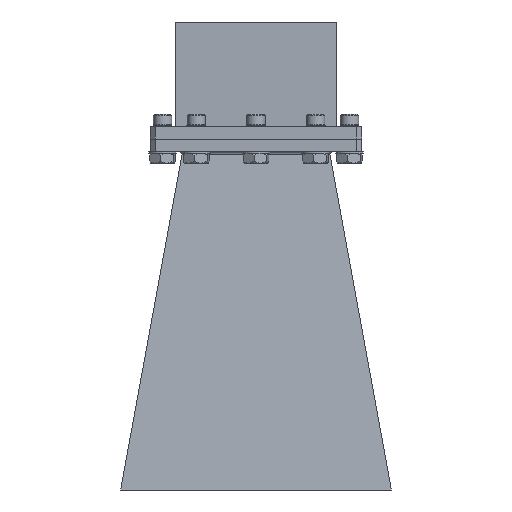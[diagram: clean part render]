
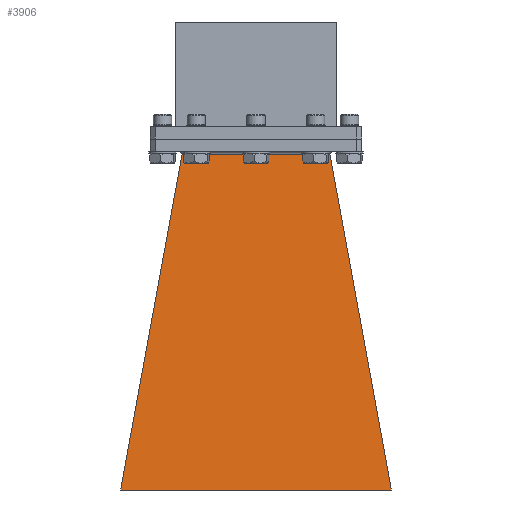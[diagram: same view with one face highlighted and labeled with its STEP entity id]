
A CAD part, front view. The second image highlights one B-rep face of the part: STEP entity #3906.
In plain terms, the highlighted planar face has unit normal (0, -0.996, 0.091).
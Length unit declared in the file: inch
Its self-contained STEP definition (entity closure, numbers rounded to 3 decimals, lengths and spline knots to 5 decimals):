
#207 = ORIENTED_EDGE ( 'NONE', *, *, #8240, .F. ) ;
#269 = FACE_OUTER_BOUND ( 'NONE', #2192, .T. ) ;
#1077 = LINE ( 'NONE', #11354, #19790 ) ;
#1116 = DIRECTION ( 'NONE',  ( 0., -0.996, 0.091 ) ) ;
#1538 = VERTEX_POINT ( 'NONE', #16891 ) ;
#2192 = EDGE_LOOP ( 'NONE', ( #6170, #4238, #207, #16349 ) ) ;
#2249 = LINE ( 'NONE', #16195, #19785 ) ;
#3906 = ADVANCED_FACE ( 'NONE', ( #269 ), #23303, .T. ) ;
#4238 = ORIENTED_EDGE ( 'NONE', *, *, #5960, .T. ) ;
#5722 = EDGE_CURVE ( 'NONE', #14858, #22259, #2249, .T. ) ;
#5960 = EDGE_CURVE ( 'NONE', #22259, #1538, #21239, .T. ) ;
#6170 = ORIENTED_EDGE ( 'NONE', *, *, #5722, .T. ) ;
#7294 = EDGE_CURVE ( 'NONE', #17863, #14858, #1077, .T. ) ;
#8240 = EDGE_CURVE ( 'NONE', #17863, #1538, #18300, .T. ) ;
#9835 = VECTOR ( 'NONE', #22269, 39.37008 ) ;
#10191 = CARTESIAN_POINT ( 'NONE',  ( 0.73733, -1.137, -0.475 ) ) ;
#10279 = CARTESIAN_POINT ( 'NONE',  ( -2.212, -1.137, -0.475 ) ) ;
#10449 = DIRECTION ( 'NONE',  ( -0.18, 0.089, 0.98 ) ) ;
#11354 = CARTESIAN_POINT ( 'NONE',  ( -4.05, -2.05, -10.5 ) ) ;
#12290 = CARTESIAN_POINT ( 'NONE',  ( 0., -1.08474, 0.09879 ) ) ;
#12987 = CARTESIAN_POINT ( 'NONE',  ( -4.05, -2.05, -10.5 ) ) ;
#13226 = AXIS2_PLACEMENT_3D ( 'NONE', #12290, #1116, #13948 ) ;
#13948 = DIRECTION ( 'NONE',  ( 0., -0.091, -0.996 ) ) ;
#14858 = VERTEX_POINT ( 'NONE', #15707 ) ;
#15141 = DIRECTION ( 'NONE',  ( 1., 0., 0. ) ) ;
#15707 = CARTESIAN_POINT ( 'NONE',  ( 4.05, -2.05, -10.5 ) ) ;
#16195 = CARTESIAN_POINT ( 'NONE',  ( 4.05, -2.05, -10.5 ) ) ;
#16349 = ORIENTED_EDGE ( 'NONE', *, *, #7294, .T. ) ;
#16624 = CARTESIAN_POINT ( 'NONE',  ( -4.05, -2.05, -10.5 ) ) ;
#16891 = CARTESIAN_POINT ( 'NONE',  ( -2.212, -1.137, -0.475 ) ) ;
#17863 = VERTEX_POINT ( 'NONE', #12987 ) ;
#17966 = CARTESIAN_POINT ( 'NONE',  ( 2.212, -1.137, -0.475 ) ) ;
#18300 = LINE ( 'NONE', #16624, #9835 ) ;
#19785 = VECTOR ( 'NONE', #10449, 39.37008 ) ;
#19790 = VECTOR ( 'NONE', #15141, 39.37008 ) ;
#21239 = B_SPLINE_CURVE_WITH_KNOTS ( 'NONE', 3,
 ( #17966, #10191, #21481, #10279 ),
 .UNSPECIFIED., .F., .F.,
 ( 4, 4 ),
 ( 0., 1. ),
 .UNSPECIFIED. ) ;
#21481 = CARTESIAN_POINT ( 'NONE',  ( -0.73733, -1.137, -0.475 ) ) ;
#22259 = VERTEX_POINT ( 'NONE', #23398 ) ;
#22269 = DIRECTION ( 'NONE',  ( 0.18, 0.089, 0.98 ) ) ;
#23303 = PLANE ( 'NONE',  #13226 ) ;
#23398 = CARTESIAN_POINT ( 'NONE',  ( 2.212, -1.137, -0.475 ) ) ;
